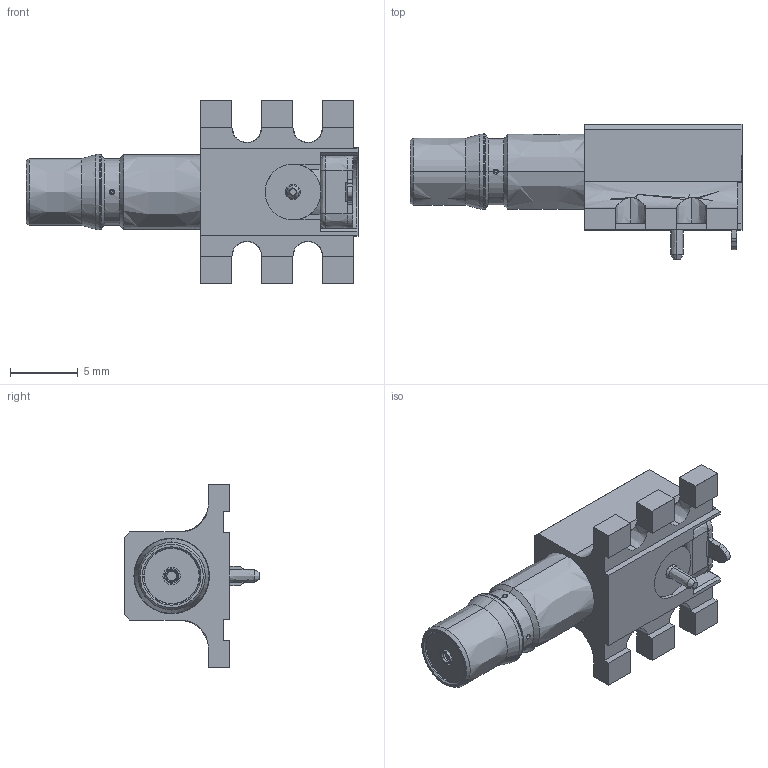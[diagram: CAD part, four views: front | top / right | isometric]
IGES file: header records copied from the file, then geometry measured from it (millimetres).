
Start section: SolidWorks IGES file using NURBS representation for surfaces
Global section: file name: R123.682.880.IGS; native system: SolidWorks 2008; preprocessor: SolidWorks 2008; author: chen_ga; date: 101130.171854; units: metre
Bounding box: 24.5 x 10 x 13.5 mm (x, y, z)
Surface area: 923.9 mm2 (no closed solid volume)
Topology: 0 solids, 0 shells, 239 faces, 1512 edges, 1512 vertices
Faces by surface type: bspline 239
